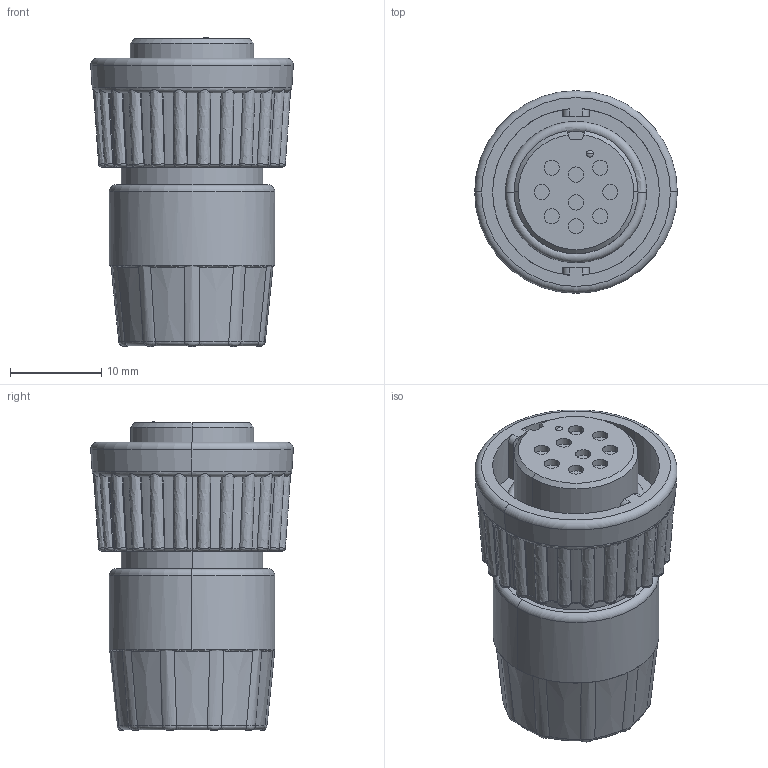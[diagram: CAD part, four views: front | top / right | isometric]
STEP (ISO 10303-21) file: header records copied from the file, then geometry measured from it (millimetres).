
FILE_DESCRIPTION (( 'STEP AP203' ), '1' );
FILE_NAME ('3280-9SG-321.STEP', '2012-09-27T18:12:38', ( 'J0FPBF1' ), ( '' ), 'SwSTEP 2.0', 'SolidWorks 2011', '' );
FILE_SCHEMA (( 'CONFIG_CONTROL_DESIGN' ));
Length unit declared in the file: inch
Products named in the file (1): 3280-9SG-321
Bounding box: 22.22 x 22.22 x 33.88 mm (x, y, z)
Volume: 8149.3 mm3; surface area: 3620.3 mm2
Topology: 1 solids, 1 shells, 302 faces, 805 edges, 522 vertices
Faces by surface type: bspline 82, torus 75, plane 62, cone 41, cylinder 40, sphere 2
Entity records: 12970 total; most frequent: CARTESIAN_POINT 6234, ORIENTED_EDGE 1610, DIRECTION 1135, EDGE_CURVE 805, VERTEX_POINT 522, AXIS2_PLACEMENT_3D 519, B_SPLINE_CURVE_WITH_KNOTS 410, EDGE_LOOP 319
